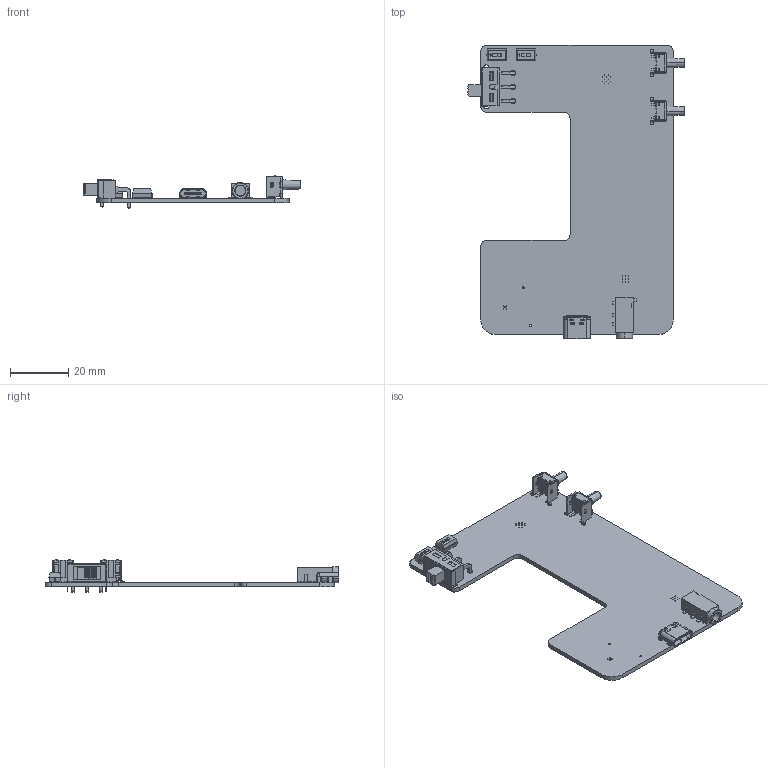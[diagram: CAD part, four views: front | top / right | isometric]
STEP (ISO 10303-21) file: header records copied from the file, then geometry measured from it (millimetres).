
FILE_DESCRIPTION(('KiCad electronic assembly'),'2;1');
FILE_NAME('EV12 Board Design.step','2025-06-18T14:56:38',('Pcbnew'),( 'Kicad'),'Open CASCADE STEP processor 7.5','KiCad to STEP converter' ,'Unknown');
FILE_SCHEMA(('AUTOMOTIVE_DESIGN { 1 0 10303 214 1 1 1 1 }'));
Length unit declared in the file: millimetre
Products named in the file (14): EV12 Board Design 1; SW-SMD_L7.5-W8.0-P4.50_TS-1045-A13B3-D2; SW_DIP_SPSTx01_Slide_6.7x4.1mm_W6.73mm_P2.54mm_LowProfile_JPin; SW-TH_SS-12D11G5R; SOLID; PJ-320D-A--3DModel-STEP-56544; PJ-320D-A; HRO_TYPE-C-31-M-12; ConPins; PcbPins; Mold; Frame; EV12 Board Design_PCB
Assembly tree (15 placements, depth 3):
  EV12 Board Design 1
    SW-SMD_L7.5-W8.0-P4.50_TS-1045-A13B3-D2  x2
    SW_DIP_SPSTx01_Slide_6.7x4.1mm_W6.73mm_P2.54mm_LowProfile_JPin  x2
    SW-TH_SS-12D11G5R
      SOLID
      SOLID
    PJ-320D-A--3DModel-STEP-56544
      PJ-320D-A
    HRO_TYPE-C-31-M-12
      ConPins
      PcbPins
      Mold
      Frame
    EV12 Board Design_PCB
Bounding box: 74.83 x 100.75 x 11.1 mm (x, y, z)
Volume: 9681.6 mm3; surface area: 14381.6 mm2
Topology: 44 solids, 44 shells, 2466 faces, 6310 edges, 3924 vertices
Faces by surface type: plane 1342, cylinder 628, bspline 312, sphere 96, torus 70, cone 18
Full cylindrical faces by diameter (mm): 0.2 x21, 0.3 x5, 0.5 x2, 0.65 x2, 0.7 x2, 1.5 x2, 1.8 x5
Entity records: 53564 total; most frequent: CARTESIAN_POINT 12174, ORIENTED_EDGE 8752, DIRECTION 8126, EDGE_CURVE 4376, LINE 3088, VECTOR 3088, VERTEX_POINT 2753, AXIS2_PLACEMENT_3D 2519
